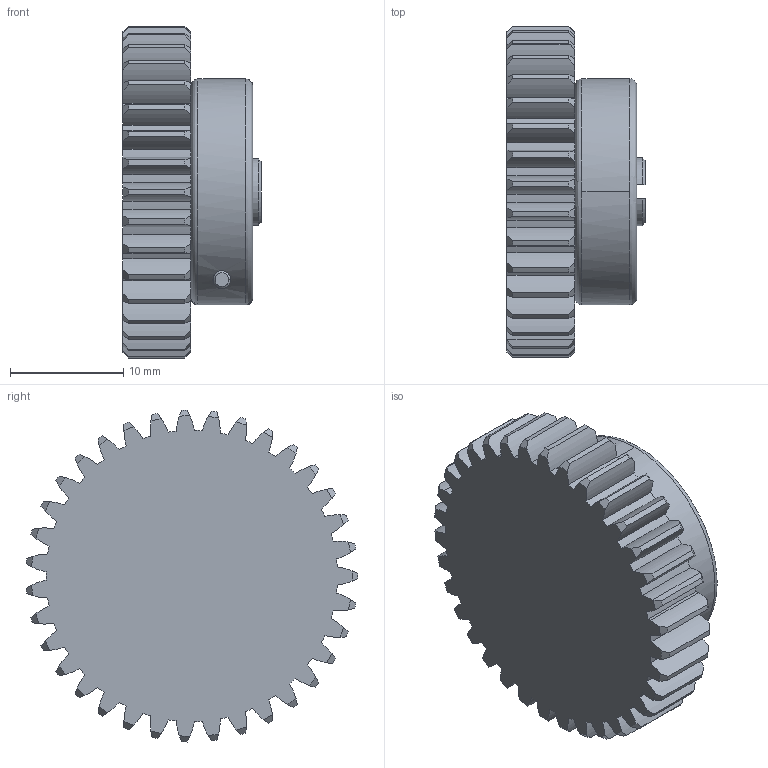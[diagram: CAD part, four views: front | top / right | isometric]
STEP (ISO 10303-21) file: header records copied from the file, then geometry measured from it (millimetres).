
FILE_DESCRIPTION (( 'STEP AP214' ), '1' );
FILE_NAME ('am-3682 35t NR Pinion Gear Assembly.STEP', '2017-08-29T23:02:53', ( '' ), ( '' ), 'SwSTEP 2.0', 'SolidWorks 2017', '' );
FILE_SCHEMA (( 'AUTOMOTIVE_DESIGN' ));
Length unit declared in the file: inch
Products named in the file (3): 35T 32DP 20PA NR Pinion Gear; am-3682 35t NR Pinion Gear Assembly; ENCL20-6MM-A
Assembly tree (2 placements, depth 2):
  am-3682 35t NR Pinion Gear Assembly
    35T 32DP 20PA NR Pinion Gear
    ENCL20-6MM-A
Bounding box: 12.22 x 29.33 x 29.36 mm (x, y, z)
Volume: 5107.9 mm3; surface area: 3600.2 mm2
Topology: 2 solids, 2 shells, 317 faces, 923 edges, 612 vertices
Faces by surface type: cylinder 189, cone 87, plane 29, bspline 12
Entity records: 16675 total; most frequent: CARTESIAN_POINT 7901, ORIENTED_EDGE 1846, DIRECTION 1703, EDGE_CURVE 923, AXIS2_PLACEMENT_3D 726, VERTEX_POINT 612, CIRCLE 416, EDGE_LOOP 323
